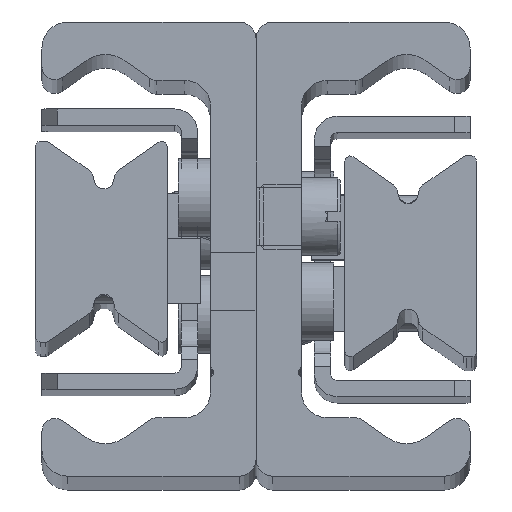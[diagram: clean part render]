
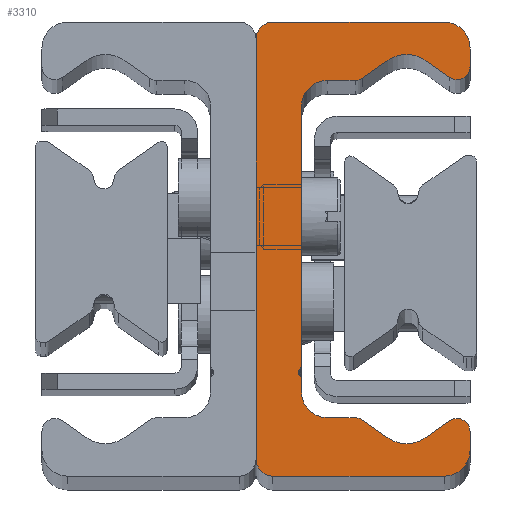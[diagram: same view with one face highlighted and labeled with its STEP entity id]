
A CAD part, top view. The second image highlights one B-rep face of the part: STEP entity #3310.
In plain terms, the highlighted planar face has unit normal (0, 0, 1).
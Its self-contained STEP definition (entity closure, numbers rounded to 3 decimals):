
#1077=CARTESIAN_POINT('',(3.5,11.0,610.0));
#1078=VERTEX_POINT('',#1077);
#1085=CARTESIAN_POINT('',(3.5,-9.067,610.0));
#1086=VERTEX_POINT('',#1085);
#1087=CARTESIAN_POINT('',(3.5,11.0,610.0));
#1088=DIRECTION('',(0.0,-1.0,0.0));
#1089=VECTOR('',#1088,20.067);
#1090=LINE('',#1087,#1089);
#1091=EDGE_CURVE('',#1078,#1086,#1090,.T.);
#1453=CARTESIAN_POINT('',(3.5,-9.933,610.0));
#1454=VERTEX_POINT('',#1453);
#1455=CARTESIAN_POINT('',(3.75,-9.5,610.0));
#1456=DIRECTION('',(0.0,0.0,1.0));
#1457=DIRECTION('',(-0.5,0.866,0.0));
#1458=AXIS2_PLACEMENT_3D('',#1455,#1456,#1457);
#1459=CIRCLE('',#1458,0.5);
#1460=EDGE_CURVE('',#1086,#1454,#1459,.T.);
#2466=CARTESIAN_POINT('',(0.0,16.2,610.0));
#2467=VERTEX_POINT('',#2466);
#2468=CARTESIAN_POINT('',(1.3,17.5,610.0));
#2469=VERTEX_POINT('',#2468);
#2470=CARTESIAN_POINT('',(1.3,16.2,610.0));
#2471=DIRECTION('',(0.0,0.0,-1.0));
#2472=DIRECTION('',(0.0,-1.0,0.0));
#2473=AXIS2_PLACEMENT_3D('',#2470,#2471,#2472);
#2474=CIRCLE('',#2473,1.3);
#2475=EDGE_CURVE('',#2467,#2469,#2474,.T.);
#2508=CARTESIAN_POINT('',(14.5,17.5,610.0));
#2509=VERTEX_POINT('',#2508);
#2510=CARTESIAN_POINT('',(1.3,17.5,610.0));
#2511=DIRECTION('',(1.0,0.0,0.0));
#2512=VECTOR('',#2511,13.2);
#2513=LINE('',#2510,#2512);
#2514=EDGE_CURVE('',#2469,#2509,#2513,.T.);
#2539=CARTESIAN_POINT('',(16.5,15.5,610.0));
#2540=VERTEX_POINT('',#2539);
#2541=CARTESIAN_POINT('',(14.5,15.5,610.0));
#2542=DIRECTION('',(0.0,0.0,-1.0));
#2543=DIRECTION('',(-1.0,0.0,0.0));
#2544=AXIS2_PLACEMENT_3D('',#2541,#2542,#2543);
#2545=CIRCLE('',#2544,2.);
#2546=EDGE_CURVE('',#2509,#2540,#2545,.T.);
#2572=CARTESIAN_POINT('',(16.5,14.042,610.0));
#2573=VERTEX_POINT('',#2572);
#2574=CARTESIAN_POINT('',(16.5,15.5,610.0));
#2575=DIRECTION('',(0.0,-1.0,0.0));
#2576=VECTOR('',#2575,1.458);
#2577=LINE('',#2574,#2576);
#2578=EDGE_CURVE('',#2540,#2573,#2577,.T.);
#2603=CARTESIAN_POINT('',(14.926,13.223,610.0));
#2604=VERTEX_POINT('',#2603);
#2605=CARTESIAN_POINT('',(15.5,14.042,610.0));
#2606=DIRECTION('',(0.0,0.0,-1.));
#2607=DIRECTION('',(0.574,0.819,0.0));
#2608=AXIS2_PLACEMENT_3D('',#2605,#2606,#2607);
#2609=CIRCLE('',#2608,1.);
#2610=EDGE_CURVE('',#2573,#2604,#2609,.T.);
#2636=CARTESIAN_POINT('',(13.034,14.548,610.0));
#2637=VERTEX_POINT('',#2636);
#2638=CARTESIAN_POINT('',(14.926,13.223,610.0));
#2639=DIRECTION('',(-0.819,0.574,0.0));
#2640=VECTOR('',#2639,2.31);
#2641=LINE('',#2638,#2640);
#2642=EDGE_CURVE('',#2604,#2637,#2641,.T.);
#2667=CARTESIAN_POINT('',(10.166,14.548,610.0));
#2668=VERTEX_POINT('',#2667);
#2669=CARTESIAN_POINT('',(11.6,12.5,610.0));
#2670=DIRECTION('',(0.0,0.0,1.0));
#2671=DIRECTION('',(0.574,0.819,0.0));
#2672=AXIS2_PLACEMENT_3D('',#2669,#2670,#2671);
#2673=CIRCLE('',#2672,2.5);
#2674=EDGE_CURVE('',#2637,#2668,#2673,.T.);
#2700=CARTESIAN_POINT('',(8.214,13.181,610.0));
#2701=VERTEX_POINT('',#2700);
#2702=CARTESIAN_POINT('',(10.166,14.548,610.0));
#2703=DIRECTION('',(-0.819,-0.574,0.0));
#2704=VECTOR('',#2703,2.383);
#2705=LINE('',#2702,#2704);
#2706=EDGE_CURVE('',#2668,#2701,#2705,.T.);
#2731=CARTESIAN_POINT('',(7.64,13.0,610.0));
#2732=VERTEX_POINT('',#2731);
#2733=CARTESIAN_POINT('',(7.64,14.,610.0));
#2734=DIRECTION('',(0.0,0.0,-1.0));
#2735=DIRECTION('',(0.0,1.0,0.0));
#2736=AXIS2_PLACEMENT_3D('',#2733,#2734,#2735);
#2737=CIRCLE('',#2736,1.);
#2738=EDGE_CURVE('',#2701,#2732,#2737,.T.);
#2764=CARTESIAN_POINT('',(5.5,13.0,610.0));
#2765=VERTEX_POINT('',#2764);
#2766=CARTESIAN_POINT('',(7.64,13.0,610.0));
#2767=DIRECTION('',(-1.0,0.0,0.0));
#2768=VECTOR('',#2767,2.14);
#2769=LINE('',#2766,#2768);
#2770=EDGE_CURVE('',#2732,#2765,#2769,.T.);
#2795=CARTESIAN_POINT('',(5.5,11.0,610.0));
#2796=DIRECTION('',(0.0,0.0,1.0));
#2797=DIRECTION('',(0.0,1.0,0.0));
#2798=AXIS2_PLACEMENT_3D('',#2795,#2796,#2797);
#2799=CIRCLE('',#2798,2.0);
#2800=EDGE_CURVE('',#2765,#1078,#2799,.T.);
#2819=CARTESIAN_POINT('',(3.5,-11.0,610.0));
#2820=VERTEX_POINT('',#2819);
#2821=CARTESIAN_POINT('',(3.5,-9.933,610.0));
#2822=DIRECTION('',(0.0,-1.0,0.0));
#2823=VECTOR('',#2822,1.067);
#2824=LINE('',#2821,#2823);
#2825=EDGE_CURVE('',#1454,#2820,#2824,.T.);
#2850=CARTESIAN_POINT('',(5.5,-13.0,610.0));
#2851=VERTEX_POINT('',#2850);
#2852=CARTESIAN_POINT('',(5.5,-11.0,610.0));
#2853=DIRECTION('',(0.0,0.0,1.0));
#2854=DIRECTION('',(-1.0,0.0,0.0));
#2855=AXIS2_PLACEMENT_3D('',#2852,#2853,#2854);
#2856=CIRCLE('',#2855,2.0);
#2857=EDGE_CURVE('',#2820,#2851,#2856,.T.);
#2883=CARTESIAN_POINT('',(7.64,-13.0,610.0));
#2884=VERTEX_POINT('',#2883);
#2885=CARTESIAN_POINT('',(5.5,-13.0,610.0));
#2886=DIRECTION('',(1.0,0.0,0.0));
#2887=VECTOR('',#2886,2.14);
#2888=LINE('',#2885,#2887);
#2889=EDGE_CURVE('',#2851,#2884,#2888,.T.);
#2914=CARTESIAN_POINT('',(8.214,-13.181,610.0));
#2915=VERTEX_POINT('',#2914);
#2916=CARTESIAN_POINT('',(7.64,-14.0,610.0));
#2917=DIRECTION('',(0.0,0.0,-1.0));
#2918=DIRECTION('',(-0.574,-0.819,0.0));
#2919=AXIS2_PLACEMENT_3D('',#2916,#2917,#2918);
#2920=CIRCLE('',#2919,1.);
#2921=EDGE_CURVE('',#2884,#2915,#2920,.T.);
#2947=CARTESIAN_POINT('',(10.166,-14.548,610.0));
#2948=VERTEX_POINT('',#2947);
#2949=CARTESIAN_POINT('',(8.214,-13.181,610.0));
#2950=DIRECTION('',(0.819,-0.574,0.0));
#2951=VECTOR('',#2950,2.383);
#2952=LINE('',#2949,#2951);
#2953=EDGE_CURVE('',#2915,#2948,#2952,.T.);
#2978=CARTESIAN_POINT('',(13.034,-14.548,610.0));
#2979=VERTEX_POINT('',#2978);
#2980=CARTESIAN_POINT('',(11.6,-12.5,610.0));
#2981=DIRECTION('',(0.0,0.0,1.));
#2982=DIRECTION('',(-0.574,-0.819,0.0));
#2983=AXIS2_PLACEMENT_3D('',#2980,#2981,#2982);
#2984=CIRCLE('',#2983,2.5);
#2985=EDGE_CURVE('',#2948,#2979,#2984,.T.);
#3011=CARTESIAN_POINT('',(14.926,-13.223,610.0));
#3012=VERTEX_POINT('',#3011);
#3013=CARTESIAN_POINT('',(13.034,-14.548,610.0));
#3014=DIRECTION('',(0.819,0.574,0.0));
#3015=VECTOR('',#3014,2.31);
#3016=LINE('',#3013,#3015);
#3017=EDGE_CURVE('',#2979,#3012,#3016,.T.);
#3042=CARTESIAN_POINT('',(16.5,-14.042,610.0));
#3043=VERTEX_POINT('',#3042);
#3044=CARTESIAN_POINT('',(15.5,-14.042,610.0));
#3045=DIRECTION('',(0.0,0.0,-1.0));
#3046=DIRECTION('',(-1.0,0.0,0.0));
#3047=AXIS2_PLACEMENT_3D('',#3044,#3045,#3046);
#3048=CIRCLE('',#3047,1.);
#3049=EDGE_CURVE('',#3012,#3043,#3048,.T.);
#3075=CARTESIAN_POINT('',(16.5,-15.5,610.0));
#3076=VERTEX_POINT('',#3075);
#3077=CARTESIAN_POINT('',(16.5,-14.042,610.0));
#3078=DIRECTION('',(0.0,-1.0,0.0));
#3079=VECTOR('',#3078,1.458);
#3080=LINE('',#3077,#3079);
#3081=EDGE_CURVE('',#3043,#3076,#3080,.T.);
#3106=CARTESIAN_POINT('',(14.5,-17.5,610.0));
#3107=VERTEX_POINT('',#3106);
#3108=CARTESIAN_POINT('',(14.5,-15.5,610.0));
#3109=DIRECTION('',(0.0,0.0,-1.0));
#3110=DIRECTION('',(0.0,1.0,0.0));
#3111=AXIS2_PLACEMENT_3D('',#3108,#3109,#3110);
#3112=CIRCLE('',#3111,2.);
#3113=EDGE_CURVE('',#3076,#3107,#3112,.T.);
#3139=CARTESIAN_POINT('',(1.3,-17.5,610.0));
#3140=VERTEX_POINT('',#3139);
#3141=CARTESIAN_POINT('',(14.5,-17.5,610.0));
#3142=DIRECTION('',(-1.0,0.0,0.0));
#3143=VECTOR('',#3142,13.2);
#3144=LINE('',#3141,#3143);
#3145=EDGE_CURVE('',#3107,#3140,#3144,.T.);
#3170=CARTESIAN_POINT('',(0.0,-16.2,610.0));
#3171=VERTEX_POINT('',#3170);
#3172=CARTESIAN_POINT('',(1.3,-16.2,610.0));
#3173=DIRECTION('',(0.0,0.0,-1.0));
#3174=DIRECTION('',(1.0,0.0,0.0));
#3175=AXIS2_PLACEMENT_3D('',#3172,#3173,#3174);
#3176=CIRCLE('',#3175,1.3);
#3177=EDGE_CURVE('',#3140,#3171,#3176,.T.);
#3203=CARTESIAN_POINT('',(0.0,-16.2,610.0));
#3204=DIRECTION('',(0.0,1.0,0.0));
#3205=VECTOR('',#3204,32.4);
#3206=LINE('',#3203,#3205);
#3207=EDGE_CURVE('',#3171,#2467,#3206,.T.);
#3277=CARTESIAN_POINT('',(5.942,-0.014,610.0));
#3278=DIRECTION('',(0.0,0.0,1.0));
#3279=DIRECTION('',(1.0,0.0,0.0));
#3280=AXIS2_PLACEMENT_3D('',#3277,#3278,#3279);
#3281=PLANE('',#3280);
#3282=ORIENTED_EDGE('',*,*,#2475,.F.);
#3283=ORIENTED_EDGE('',*,*,#3207,.F.);
#3284=ORIENTED_EDGE('',*,*,#3177,.F.);
#3285=ORIENTED_EDGE('',*,*,#3145,.F.);
#3286=ORIENTED_EDGE('',*,*,#3113,.F.);
#3287=ORIENTED_EDGE('',*,*,#3081,.F.);
#3288=ORIENTED_EDGE('',*,*,#3049,.F.);
#3289=ORIENTED_EDGE('',*,*,#3017,.F.);
#3290=ORIENTED_EDGE('',*,*,#2985,.F.);
#3291=ORIENTED_EDGE('',*,*,#2953,.F.);
#3292=ORIENTED_EDGE('',*,*,#2921,.F.);
#3293=ORIENTED_EDGE('',*,*,#2889,.F.);
#3294=ORIENTED_EDGE('',*,*,#2857,.F.);
#3295=ORIENTED_EDGE('',*,*,#2825,.F.);
#3296=ORIENTED_EDGE('',*,*,#1460,.F.);
#3297=ORIENTED_EDGE('',*,*,#1091,.F.);
#3298=ORIENTED_EDGE('',*,*,#2800,.F.);
#3299=ORIENTED_EDGE('',*,*,#2770,.F.);
#3300=ORIENTED_EDGE('',*,*,#2738,.F.);
#3301=ORIENTED_EDGE('',*,*,#2706,.F.);
#3302=ORIENTED_EDGE('',*,*,#2674,.F.);
#3303=ORIENTED_EDGE('',*,*,#2642,.F.);
#3304=ORIENTED_EDGE('',*,*,#2610,.F.);
#3305=ORIENTED_EDGE('',*,*,#2578,.F.);
#3306=ORIENTED_EDGE('',*,*,#2546,.F.);
#3307=ORIENTED_EDGE('',*,*,#2514,.F.);
#3308=EDGE_LOOP('',(#3282,#3283,#3284,#3285,#3286,#3287,#3288,#3289,#3290,#3291,#3292,#3293,#3294,#3295,#3296,#3297,#3298,#3299,#3300,#3301,#3302,#3303,#3304,#3305,#3306,#3307));
#3309=FACE_OUTER_BOUND('',#3308,.T.);
#3310=ADVANCED_FACE('',(#3309),#3281,.T.);
